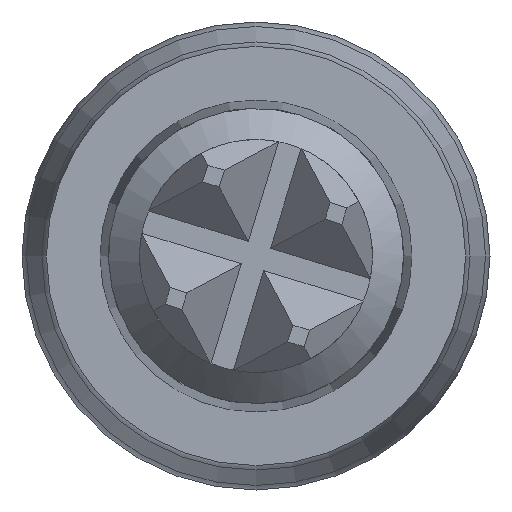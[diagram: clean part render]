
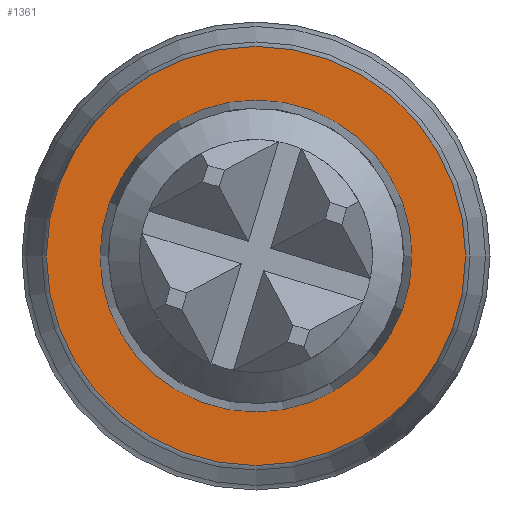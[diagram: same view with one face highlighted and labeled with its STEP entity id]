
A CAD part, left-side view. The second image highlights one B-rep face of the part: STEP entity #1361.
In plain terms, the highlighted planar face has unit normal (-1, 0, 0).
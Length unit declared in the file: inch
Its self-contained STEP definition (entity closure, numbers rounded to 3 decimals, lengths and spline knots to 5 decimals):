
#80 = CARTESIAN_POINT ( 'NONE',  ( 0., 0., -0.018 ) ) ;
#100 = DIRECTION ( 'NONE',  ( 0., 0., -1. ) ) ;
#163 = EDGE_LOOP ( 'NONE', ( #1191 ) ) ;
#289 = DIRECTION ( 'NONE',  ( -1., 0., 0. ) ) ;
#314 = CARTESIAN_POINT ( 'NONE',  ( 0., -0.01339, 0. ) ) ;
#392 = EDGE_CURVE ( 'NONE', #1097, #1097, #848, .T. ) ;
#406 = CARTESIAN_POINT ( 'NONE',  ( 0., -0.018, 0. ) ) ;
#414 = PLANE ( 'NONE',  #976 ) ;
#471 = DIRECTION ( 'NONE',  ( -1., 0., 0. ) ) ;
#521 = CIRCLE ( 'NONE', #598, 0.01339 ) ;
#581 = VERTEX_POINT ( 'NONE', #314 ) ;
#598 = AXIS2_PLACEMENT_3D ( 'NONE', #1531, #1063, #1190 ) ;
#715 = CARTESIAN_POINT ( 'NONE',  ( 0., 0., 0. ) ) ;
#848 = CIRCLE ( 'NONE', #1106, 0.018 ) ;
#976 = AXIS2_PLACEMENT_3D ( 'NONE', #406, #289, #1116 ) ;
#981 = EDGE_LOOP ( 'NONE', ( #1278 ) ) ;
#1063 = DIRECTION ( 'NONE',  ( -1., 0., 0. ) ) ;
#1097 = VERTEX_POINT ( 'NONE', #80 ) ;
#1106 = AXIS2_PLACEMENT_3D ( 'NONE', #715, #471, #100 ) ;
#1116 = DIRECTION ( 'NONE',  ( 0., 0., -1. ) ) ;
#1190 = DIRECTION ( 'NONE',  ( 0., -1., 0. ) ) ;
#1191 = ORIENTED_EDGE ( 'NONE', *, *, #392, .T. ) ;
#1234 = EDGE_CURVE ( 'NONE', #581, #581, #521, .T. ) ;
#1278 = ORIENTED_EDGE ( 'NONE', *, *, #1234, .F. ) ;
#1361 = ADVANCED_FACE ( 'NONE', ( #1524, #1491 ), #414, .T. ) ;
#1491 = FACE_OUTER_BOUND ( 'NONE', #163, .T. ) ;
#1524 = FACE_BOUND ( 'NONE', #981, .T. ) ;
#1531 = CARTESIAN_POINT ( 'NONE',  ( 0., 0., 0. ) ) ;
